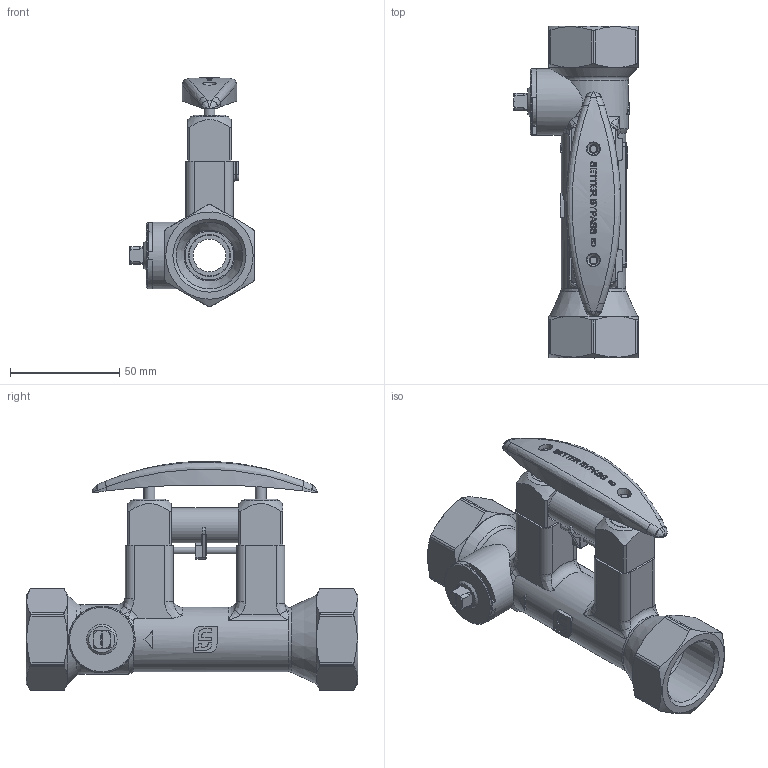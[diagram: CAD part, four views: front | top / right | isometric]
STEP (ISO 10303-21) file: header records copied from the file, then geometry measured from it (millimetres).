
FILE_DESCRIPTION( ( 'Unknown' ), '1' );
FILE_NAME( 'Setter BP SD IG DN25.stp', 'Unknown', ( 'Unknown' ), ( 'Unknown' ), 'PSStep 14.0', 'Unknown', ' ' );
FILE_SCHEMA( ( 'AUTOMOTIVE_DESIGN { 1 0 10303 214 1 1 1 1 }' ) );
Length unit declared in the file: millimetre
Products named in the file (18): Assem1; 4-5437b; 4-5437b-oa0; 4-5435b; 3-4975d; 3-4939g; 3-5434c; 3-5434c-oa1; 4-4936eart.nr.206962; O-Ring 3x1,5; 4-4976g; 4-4977b; O-Ring 12,42x1,78 zu Setter BP SD DN15 kpl.; 1-5440b; 4-4988e; 3-4984b
Assembly tree (19 placements, depth 2):
  Assem1
    4-5437b
    4-5437b
    4-5437b-oa0
    4-5437b-oa0
    4-5435b
    3-4975d
    3-4939g
    3-5434c
    3-5434c-oa1
    4-4936eart.nr.206962  x2
    O-Ring 3x1,5
    4-4976g
    4-4977b
    O-Ring 12,42x1,78 zu Setter BP SD DN15 kpl.  x2
    1-5440b
    4-4988e
    3-4984b
Bounding box: 57 x 152 x 104.91 mm (x, y, z)
Volume: 115099 mm3; surface area: 66416.1 mm2
Topology: 17 solids, 19 shells, 847 faces, 2087 edges, 1347 vertices
Faces by surface type: plane 349, cylinder 242, cone 84, extrusion 63, torus 60, sphere 25, bspline 24
Full cylindrical faces by diameter (mm): 0.5 x2, 1 x1, 3 x2, 3.1 x4, 3.3 x4, 3.6 x2, 3.8 x2, 5 x6, 5.1 x1, 5.2 x2, 5.4 x1, 5.8 x2, 6 x2, 6.1 x1, 6.4 x1, 7.5 x2, 8 x2, 9 x2, 9.7 x2, 10.5 x3, 12 x1, 12.2 x1, 12.5 x1, 13 x4, 13.3 x2, 13.4 x2, 15 x1, 15.6 x2, 16 x5, 16.1 x2
Entity records: 36283 total; most frequent: CARTESIAN_POINT 11144, DIRECTION 3755, ORIENTED_EDGE 3572, EDGE_CURVE 1788, AXIS2_PLACEMENT_3D 1501, VERTEX_POINT 1246, EDGE_LOOP 1119, FACE_OUTER_BOUND 935
